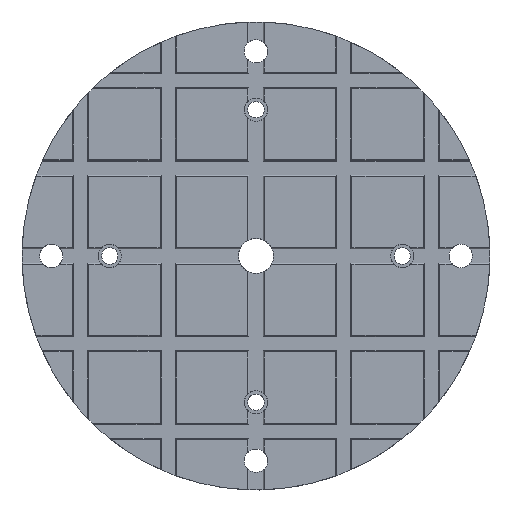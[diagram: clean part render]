
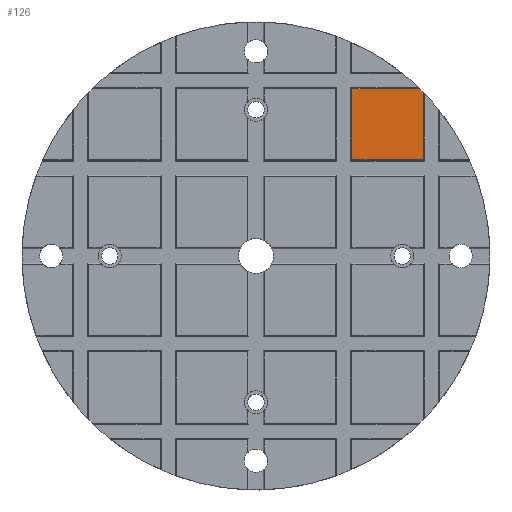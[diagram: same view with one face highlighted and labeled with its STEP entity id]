
A CAD part, top view. The second image highlights one B-rep face of the part: STEP entity #126.
In plain terms, the highlighted planar face has unit normal (0, 0, 1).
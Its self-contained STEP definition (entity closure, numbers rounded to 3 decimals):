
#126 = ADVANCED_FACE( '', ( #679 ), #680, .F. );
#679 = FACE_OUTER_BOUND( '', #1719, .T. );
#680 = PLANE( '', #1720 );
#1719 = EDGE_LOOP( '', ( #3406, #3407, #3408, #3409, #3410 ) );
#1720 = AXIS2_PLACEMENT_3D( '', #3411, #3412, #3413 );
#3406 = ORIENTED_EDGE( '', *, *, #7294, .T. );
#3407 = ORIENTED_EDGE( '', *, *, #7292, .T. );
#3408 = ORIENTED_EDGE( '', *, *, #7190, .F. );
#3409 = ORIENTED_EDGE( '', *, *, #7201, .F. );
#3410 = ORIENTED_EDGE( '', *, *, #7203, .F. );
#3411 = CARTESIAN_POINT( '', ( 0., 0., 50. ) );
#3412 = DIRECTION( '', ( 0., 0., -1. ) );
#3413 = DIRECTION( '', ( -1., 0., 0. ) );
#7190 = EDGE_CURVE( '', #8903, #8905, #8906, .T. );
#7201 = EDGE_CURVE( '', #8923, #8903, #8925, .T. );
#7203 = EDGE_CURVE( '', #8926, #8923, #8928, .T. );
#7292 = EDGE_CURVE( '', #9076, #8905, #9077, .T. );
#7294 = EDGE_CURVE( '', #8926, #9076, #9079, .T. );
#8903 = VERTEX_POINT( '', #11374 );
#8905 = VERTEX_POINT( '', #11377 );
#8906 = CIRCLE( '', #11378, 200. );
#8923 = VERTEX_POINT( '', #11404 );
#8925 = LINE( '', #11407, #11408 );
#8926 = VERTEX_POINT( '', #11409 );
#8928 = LINE( '', #11412, #11413 );
#9076 = VERTEX_POINT( '', #11644 );
#9077 = LINE( '', #11645, #11646 );
#9079 = LINE( '', #11649, #11650 );
#11374 = CARTESIAN_POINT( '', ( 139.825, 143., 50. ) );
#11377 = CARTESIAN_POINT( '', ( 143., 139.825, 50. ) );
#11378 = AXIS2_PLACEMENT_3D( '', #14388, #14389, #14390 );
#11404 = CARTESIAN_POINT( '', ( 82., 143., 50. ) );
#11407 = CARTESIAN_POINT( '', ( -210., 143., 50. ) );
#11408 = VECTOR( '', #14401, 1000. );
#11409 = CARTESIAN_POINT( '', ( 82., 82., 50. ) );
#11412 = CARTESIAN_POINT( '', ( 82., -210., 50. ) );
#11413 = VECTOR( '', #14403, 1000. );
#11644 = CARTESIAN_POINT( '', ( 143., 82., 50. ) );
#11645 = CARTESIAN_POINT( '', ( 143., -210., 50. ) );
#11646 = VECTOR( '', #14502, 1000. );
#11649 = CARTESIAN_POINT( '', ( -210., 82., 50. ) );
#11650 = VECTOR( '', #14504, 1000. );
#14388 = CARTESIAN_POINT( '', ( 0., 0., 50. ) );
#14389 = DIRECTION( '', ( 0., 0., -1. ) );
#14390 = DIRECTION( '', ( 1., 0., 0. ) );
#14401 = DIRECTION( '', ( 1., 0., 0. ) );
#14403 = DIRECTION( '', ( 0., 1., 0. ) );
#14502 = DIRECTION( '', ( 0., 1., 0. ) );
#14504 = DIRECTION( '', ( 1., 0., 0. ) );
